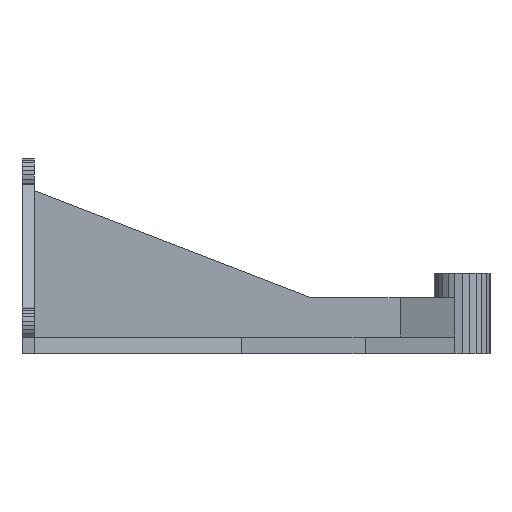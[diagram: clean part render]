
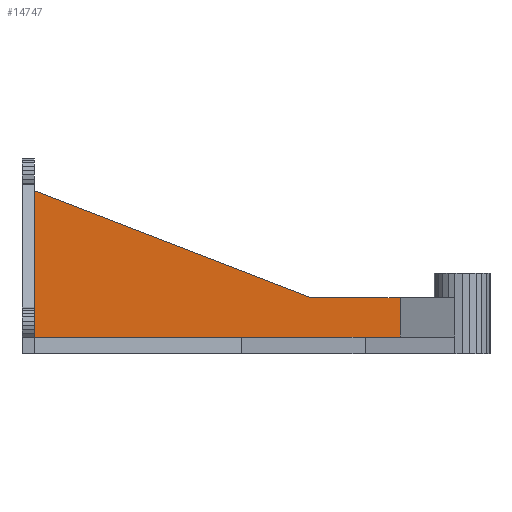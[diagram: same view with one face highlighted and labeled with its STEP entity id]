
A CAD part, left-side view. The second image highlights one B-rep face of the part: STEP entity #14747.
In plain terms, the highlighted planar face has unit normal (-1, 0, 0).
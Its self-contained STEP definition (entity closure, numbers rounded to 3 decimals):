
#174 = PLANE('',#175);
#175 = AXIS2_PLACEMENT_3D('',#176,#177,#178);
#176 = CARTESIAN_POINT('',(390.357,390.691,
    83.121));
#177 = DIRECTION('',(-0.,-1.,-0.));
#178 = DIRECTION('',(0.,0.,-1.));
#1019 = PLANE('',#1020);
#1020 = AXIS2_PLACEMENT_3D('',#1021,#1022,#1023);
#1021 = CARTESIAN_POINT('',(374.726,331.577,
    63.365));
#1022 = DIRECTION('',(0.,0.,1.));
#1023 = DIRECTION('',(1.,0.,-0.));
#1139 = VERTEX_POINT('',#1140);
#1140 = CARTESIAN_POINT('',(387.857,390.691,
    119.203));
#1154 = PLANE('',#1155);
#1155 = AXIS2_PLACEMENT_3D('',#1156,#1157,#1158);
#1156 = CARTESIAN_POINT('',(365.137,392.441,
    91.284));
#1157 = DIRECTION('',(0.776,0.,-0.631));
#1158 = DIRECTION('',(0.631,0.,0.776));
#1166 = EDGE_CURVE('',#1139,#1167,#1169,.T.);
#1167 = VERTEX_POINT('',#1168);
#1168 = CARTESIAN_POINT('',(387.857,390.691,
    123.817));
#1169 = SURFACE_CURVE('',#1170,(#1174,#1181),.PCURVE_S1.);
#1170 = LINE('',#1171,#1172);
#1171 = CARTESIAN_POINT('',(387.857,390.691,
    119.203));
#1172 = VECTOR('',#1173,1.);
#1173 = DIRECTION('',(0.,0.,1.));
#1174 = PCURVE('',#174,#1175);
#1175 = DEFINITIONAL_REPRESENTATION('',(#1176),#1180);
#1176 = LINE('',#1177,#1178);
#1177 = CARTESIAN_POINT('',(-36.082,-2.5));
#1178 = VECTOR('',#1179,1.);
#1179 = DIRECTION('',(-1.,0.));
#1180 = ( GEOMETRIC_REPRESENTATION_CONTEXT(2) 
PARAMETRIC_REPRESENTATION_CONTEXT() REPRESENTATION_CONTEXT('2D SPACE',''
  ) );
#1181 = PCURVE('',#1182,#1187);
#1182 = PLANE('',#1183);
#1183 = AXIS2_PLACEMENT_3D('',#1184,#1185,#1186);
#1184 = CARTESIAN_POINT('',(387.857,325.827,
    82.271));
#1185 = DIRECTION('',(-1.,-0.,-0.));
#1186 = DIRECTION('',(0.,0.,-1.));
#1187 = DEFINITIONAL_REPRESENTATION('',(#1188),#1192);
#1188 = LINE('',#1189,#1190);
#1189 = CARTESIAN_POINT('',(-36.932,-64.864));
#1190 = VECTOR('',#1191,1.);
#1191 = DIRECTION('',(-1.,0.));
#1192 = ( GEOMETRIC_REPRESENTATION_CONTEXT(2) 
PARAMETRIC_REPRESENTATION_CONTEXT() REPRESENTATION_CONTEXT('2D SPACE',''
  ) );
#1210 = PLANE('',#1211);
#1211 = AXIS2_PLACEMENT_3D('',#1212,#1213,#1214);
#1212 = CARTESIAN_POINT('',(390.357,333.632,
    101.741));
#1213 = DIRECTION('',(0.,-0.361,0.933));
#1214 = DIRECTION('',(0.,0.933,0.361));
#3812 = EDGE_CURVE('',#3813,#1139,#3815,.T.);
#3813 = VERTEX_POINT('',#3814);
#3814 = CARTESIAN_POINT('',(387.857,394.191,
    119.203));
#3815 = SURFACE_CURVE('',#3816,(#3820,#3827),.PCURVE_S1.);
#3816 = LINE('',#3817,#3818);
#3817 = CARTESIAN_POINT('',(387.857,394.191,
    119.203));
#3818 = VECTOR('',#3819,1.);
#3819 = DIRECTION('',(0.,-1.,0.));
#3820 = PCURVE('',#1154,#3821);
#3821 = DEFINITIONAL_REPRESENTATION('',(#3822),#3826);
#3822 = LINE('',#3823,#3824);
#3823 = CARTESIAN_POINT('',(35.995,-1.75));
#3824 = VECTOR('',#3825,1.);
#3825 = DIRECTION('',(0.,1.));
#3826 = ( GEOMETRIC_REPRESENTATION_CONTEXT(2) 
PARAMETRIC_REPRESENTATION_CONTEXT() REPRESENTATION_CONTEXT('2D SPACE',''
  ) );
#3827 = PCURVE('',#1182,#3828);
#3828 = DEFINITIONAL_REPRESENTATION('',(#3829),#3833);
#3829 = LINE('',#3830,#3831);
#3830 = CARTESIAN_POINT('',(-36.932,-68.364));
#3831 = VECTOR('',#3832,1.);
#3832 = DIRECTION('',(0.,1.));
#3833 = ( GEOMETRIC_REPRESENTATION_CONTEXT(2) 
PARAMETRIC_REPRESENTATION_CONTEXT() REPRESENTATION_CONTEXT('2D SPACE',''
  ) );
#3873 = PLANE('',#3874);
#3874 = AXIS2_PLACEMENT_3D('',#3875,#3876,#3877);
#3875 = CARTESIAN_POINT('',(372.459,394.191,
    83.962));
#3876 = DIRECTION('',(-0.,-1.,-0.));
#3877 = DIRECTION('',(0.,0.,-1.));
#3889 = VERTEX_POINT('',#3890);
#3890 = CARTESIAN_POINT('',(387.857,394.191,
    63.365));
#3911 = EDGE_CURVE('',#3889,#3813,#3912,.T.);
#3912 = SURFACE_CURVE('',#3913,(#3917,#3924),.PCURVE_S1.);
#3913 = LINE('',#3914,#3915);
#3914 = CARTESIAN_POINT('',(387.857,394.191,
    63.365));
#3915 = VECTOR('',#3916,1.);
#3916 = DIRECTION('',(0.,0.,1.));
#3917 = PCURVE('',#3873,#3918);
#3918 = DEFINITIONAL_REPRESENTATION('',(#3919),#3923);
#3919 = LINE('',#3920,#3921);
#3920 = CARTESIAN_POINT('',(20.597,15.398));
#3921 = VECTOR('',#3922,1.);
#3922 = DIRECTION('',(-1.,0.));
#3923 = ( GEOMETRIC_REPRESENTATION_CONTEXT(2) 
PARAMETRIC_REPRESENTATION_CONTEXT() REPRESENTATION_CONTEXT('2D SPACE',''
  ) );
#3924 = PCURVE('',#1182,#3925);
#3925 = DEFINITIONAL_REPRESENTATION('',(#3926),#3930);
#3926 = LINE('',#3927,#3928);
#3927 = CARTESIAN_POINT('',(18.906,-68.364));
#3928 = VECTOR('',#3929,1.);
#3929 = DIRECTION('',(-1.,0.));
#3930 = ( GEOMETRIC_REPRESENTATION_CONTEXT(2) 
PARAMETRIC_REPRESENTATION_CONTEXT() REPRESENTATION_CONTEXT('2D SPACE',''
  ) );
#4282 = VERTEX_POINT('',#4283);
#4283 = CARTESIAN_POINT('',(387.857,239.526,
    63.365));
#4297 = PLANE('',#4298);
#4298 = AXIS2_PLACEMENT_3D('',#4299,#4300,#4301);
#4299 = CARTESIAN_POINT('',(383.553,228.197,
    71.515));
#4300 = DIRECTION('',(-0.935,0.355,-0.));
#4301 = DIRECTION('',(-0.355,-0.935,0.));
#4309 = EDGE_CURVE('',#4282,#3889,#4310,.T.);
#4310 = SURFACE_CURVE('',#4311,(#4315,#4322),.PCURVE_S1.);
#4311 = LINE('',#4312,#4313);
#4312 = CARTESIAN_POINT('',(387.857,239.526,
    63.365));
#4313 = VECTOR('',#4314,1.);
#4314 = DIRECTION('',(0.,1.,0.));
#4315 = PCURVE('',#1019,#4316);
#4316 = DEFINITIONAL_REPRESENTATION('',(#4317),#4321);
#4317 = LINE('',#4318,#4319);
#4318 = CARTESIAN_POINT('',(13.131,-92.051));
#4319 = VECTOR('',#4320,1.);
#4320 = DIRECTION('',(0.,1.));
#4321 = ( GEOMETRIC_REPRESENTATION_CONTEXT(2) 
PARAMETRIC_REPRESENTATION_CONTEXT() REPRESENTATION_CONTEXT('2D SPACE',''
  ) );
#4322 = PCURVE('',#1182,#4323);
#4323 = DEFINITIONAL_REPRESENTATION('',(#4324),#4328);
#4324 = LINE('',#4325,#4326);
#4325 = CARTESIAN_POINT('',(18.906,86.301));
#4326 = VECTOR('',#4327,1.);
#4327 = DIRECTION('',(0.,-1.));
#4328 = ( GEOMETRIC_REPRESENTATION_CONTEXT(2) 
PARAMETRIC_REPRESENTATION_CONTEXT() REPRESENTATION_CONTEXT('2D SPACE',''
  ) );
#13882 = EDGE_CURVE('',#1167,#13883,#13885,.T.);
#13883 = VERTEX_POINT('',#13884);
#13884 = CARTESIAN_POINT('',(387.857,276.574,
    79.665));
#13885 = SURFACE_CURVE('',#13886,(#13890,#13897),.PCURVE_S1.);
#13886 = LINE('',#13887,#13888);
#13887 = CARTESIAN_POINT('',(387.857,390.691,
    123.817));
#13888 = VECTOR('',#13889,1.);
#13889 = DIRECTION('',(0.,-0.933,-0.361));
#13890 = PCURVE('',#1210,#13891);
#13891 = DEFINITIONAL_REPRESENTATION('',(#13892),#13896);
#13892 = LINE('',#13893,#13894);
#13893 = CARTESIAN_POINT('',(61.18,2.5));
#13894 = VECTOR('',#13895,1.);
#13895 = DIRECTION('',(-1.,-0.));
#13896 = ( GEOMETRIC_REPRESENTATION_CONTEXT(2) 
PARAMETRIC_REPRESENTATION_CONTEXT() REPRESENTATION_CONTEXT('2D SPACE',''
  ) );
#13897 = PCURVE('',#1182,#13898);
#13898 = DEFINITIONAL_REPRESENTATION('',(#13899),#13903);
#13899 = LINE('',#13900,#13901);
#13900 = CARTESIAN_POINT('',(-41.546,-64.864));
#13901 = VECTOR('',#13902,1.);
#13902 = DIRECTION('',(0.361,0.933));
#13903 = ( GEOMETRIC_REPRESENTATION_CONTEXT(2) 
PARAMETRIC_REPRESENTATION_CONTEXT() REPRESENTATION_CONTEXT('2D SPACE',''
  ) );
#13921 = PLANE('',#13922);
#13922 = AXIS2_PLACEMENT_3D('',#13923,#13924,#13925);
#13923 = CARTESIAN_POINT('',(390.357,242.65,
    79.665));
#13924 = DIRECTION('',(0.,0.,1.));
#13925 = DIRECTION('',(1.,0.,-0.));
#13958 = EDGE_CURVE('',#13883,#13959,#13961,.T.);
#13959 = VERTEX_POINT('',#13960);
#13960 = CARTESIAN_POINT('',(387.857,239.526,
    79.665));
#13961 = SURFACE_CURVE('',#13962,(#13966,#13973),.PCURVE_S1.);
#13962 = LINE('',#13963,#13964);
#13963 = CARTESIAN_POINT('',(387.857,276.574,
    79.665));
#13964 = VECTOR('',#13965,1.);
#13965 = DIRECTION('',(0.,-1.,0.));
#13966 = PCURVE('',#13921,#13967);
#13967 = DEFINITIONAL_REPRESENTATION('',(#13968),#13972);
#13968 = LINE('',#13969,#13970);
#13969 = CARTESIAN_POINT('',(-2.5,33.924));
#13970 = VECTOR('',#13971,1.);
#13971 = DIRECTION('',(0.,-1.));
#13972 = ( GEOMETRIC_REPRESENTATION_CONTEXT(2) 
PARAMETRIC_REPRESENTATION_CONTEXT() REPRESENTATION_CONTEXT('2D SPACE',''
  ) );
#13973 = PCURVE('',#1182,#13974);
#13974 = DEFINITIONAL_REPRESENTATION('',(#13975),#13979);
#13975 = LINE('',#13976,#13977);
#13976 = CARTESIAN_POINT('',(2.606,49.253));
#13977 = VECTOR('',#13978,1.);
#13978 = DIRECTION('',(0.,1.));
#13979 = ( GEOMETRIC_REPRESENTATION_CONTEXT(2) 
PARAMETRIC_REPRESENTATION_CONTEXT() REPRESENTATION_CONTEXT('2D SPACE',''
  ) );
#14747 = ADVANCED_FACE('',(#14748),#1182,.T.);
#14748 = FACE_BOUND('',#14749,.T.);
#14749 = EDGE_LOOP('',(#14750,#14751,#14752,#14753,#14754,#14755,#14756)
  );
#14750 = ORIENTED_EDGE('',*,*,#13958,.F.);
#14751 = ORIENTED_EDGE('',*,*,#13882,.F.);
#14752 = ORIENTED_EDGE('',*,*,#1166,.F.);
#14753 = ORIENTED_EDGE('',*,*,#3812,.F.);
#14754 = ORIENTED_EDGE('',*,*,#3911,.F.);
#14755 = ORIENTED_EDGE('',*,*,#4309,.F.);
#14756 = ORIENTED_EDGE('',*,*,#14757,.T.);
#14757 = EDGE_CURVE('',#4282,#13959,#14758,.T.);
#14758 = SURFACE_CURVE('',#14759,(#14763,#14770),.PCURVE_S1.);
#14759 = LINE('',#14760,#14761);
#14760 = CARTESIAN_POINT('',(387.857,239.526,
    63.365));
#14761 = VECTOR('',#14762,1.);
#14762 = DIRECTION('',(0.,0.,1.));
#14763 = PCURVE('',#1182,#14764);
#14764 = DEFINITIONAL_REPRESENTATION('',(#14765),#14769);
#14765 = LINE('',#14766,#14767);
#14766 = CARTESIAN_POINT('',(18.906,86.301));
#14767 = VECTOR('',#14768,1.);
#14768 = DIRECTION('',(-1.,0.));
#14769 = ( GEOMETRIC_REPRESENTATION_CONTEXT(2) 
PARAMETRIC_REPRESENTATION_CONTEXT() REPRESENTATION_CONTEXT('2D SPACE',''
  ) );
#14770 = PCURVE('',#4297,#14771);
#14771 = DEFINITIONAL_REPRESENTATION('',(#14772),#14776);
#14772 = LINE('',#14773,#14774);
#14773 = CARTESIAN_POINT('',(-12.12,-8.15));
#14774 = VECTOR('',#14775,1.);
#14775 = DIRECTION('',(0.,1.));
#14776 = ( GEOMETRIC_REPRESENTATION_CONTEXT(2) 
PARAMETRIC_REPRESENTATION_CONTEXT() REPRESENTATION_CONTEXT('2D SPACE',''
  ) );
